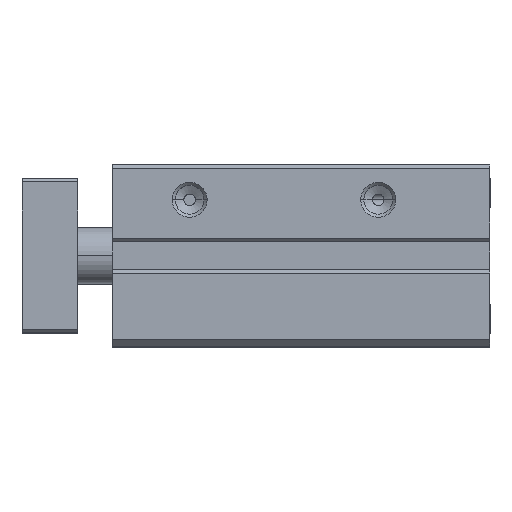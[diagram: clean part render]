
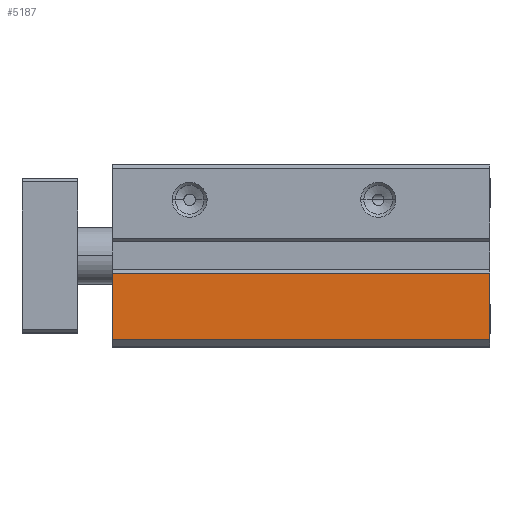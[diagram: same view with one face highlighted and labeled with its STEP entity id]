
A CAD part, top view. The second image highlights one B-rep face of the part: STEP entity #5187.
In plain terms, the highlighted planar face has unit normal (0, 0, 1).
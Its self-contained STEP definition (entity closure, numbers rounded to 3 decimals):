
#17 = CARTESIAN_POINT ( 'NONE',  ( 0., -12., 29. ) ) ;
#716 = DIRECTION ( 'NONE',  ( 1., 0., 0. ) ) ;
#728 = VERTEX_POINT ( 'NONE', #7288 ) ;
#817 = CARTESIAN_POINT ( 'NONE',  ( 0., -2.5, 29. ) ) ;
#1024 = VECTOR ( 'NONE', #5670, 1000. ) ;
#1215 = CARTESIAN_POINT ( 'NONE',  ( 0., -12., 29. ) ) ;
#1281 = EDGE_CURVE ( 'NONE', #728, #7067, #7896, .T. ) ;
#1523 = CARTESIAN_POINT ( 'NONE',  ( 0., -12., 29. ) ) ;
#2250 = ORIENTED_EDGE ( 'NONE', *, *, #10235, .F. ) ;
#3136 = VERTEX_POINT ( 'NONE', #17 ) ;
#3254 = DIRECTION ( 'NONE',  ( -1., 0., 0. ) ) ;
#3372 = ORIENTED_EDGE ( 'NONE', *, *, #1281, .T. ) ;
#3588 = VECTOR ( 'NONE', #5546, 1000. ) ;
#3666 = LINE ( 'NONE', #12377, #8759 ) ;
#4991 = CARTESIAN_POINT ( 'NONE',  ( 54., -12., 29. ) ) ;
#5187 = ADVANCED_FACE ( 'NONE', ( #11609 ), #8665, .T. ) ;
#5520 = DIRECTION ( 'NONE',  ( 0., -1., 0. ) ) ;
#5546 = DIRECTION ( 'NONE',  ( 0., -1., 0. ) ) ;
#5670 = DIRECTION ( 'NONE',  ( -1., 0., 0. ) ) ;
#6373 = LINE ( 'NONE', #1523, #3588 ) ;
#6685 = EDGE_CURVE ( 'NONE', #12310, #3136, #11183, .T. ) ;
#6928 = CARTESIAN_POINT ( 'NONE',  ( 0., -2.5, 29. ) ) ;
#6931 = EDGE_CURVE ( 'NONE', #7067, #3136, #6373, .T. ) ;
#7067 = VERTEX_POINT ( 'NONE', #817 ) ;
#7288 = CARTESIAN_POINT ( 'NONE',  ( 54., -2.5, 29. ) ) ;
#7518 = EDGE_LOOP ( 'NONE', ( #12098, #10258, #2250, #3372 ) ) ;
#7896 = LINE ( 'NONE', #6928, #1024 ) ;
#8665 = PLANE ( 'NONE',  #9690 ) ;
#8759 = VECTOR ( 'NONE', #5520, 1000. ) ;
#9688 = DIRECTION ( 'NONE',  ( 0., 0., 1. ) ) ;
#9690 = AXIS2_PLACEMENT_3D ( 'NONE', #12573, #9688, #716 ) ;
#10235 = EDGE_CURVE ( 'NONE', #728, #12310, #3666, .T. ) ;
#10258 = ORIENTED_EDGE ( 'NONE', *, *, #6685, .F. ) ;
#11183 = LINE ( 'NONE', #1215, #12605 ) ;
#11609 = FACE_OUTER_BOUND ( 'NONE', #7518, .T. ) ;
#12098 = ORIENTED_EDGE ( 'NONE', *, *, #6931, .T. ) ;
#12310 = VERTEX_POINT ( 'NONE', #4991 ) ;
#12377 = CARTESIAN_POINT ( 'NONE',  ( 54., 0., 29. ) ) ;
#12573 = CARTESIAN_POINT ( 'NONE',  ( 0., -12., 29. ) ) ;
#12605 = VECTOR ( 'NONE', #3254, 1000. ) ;
